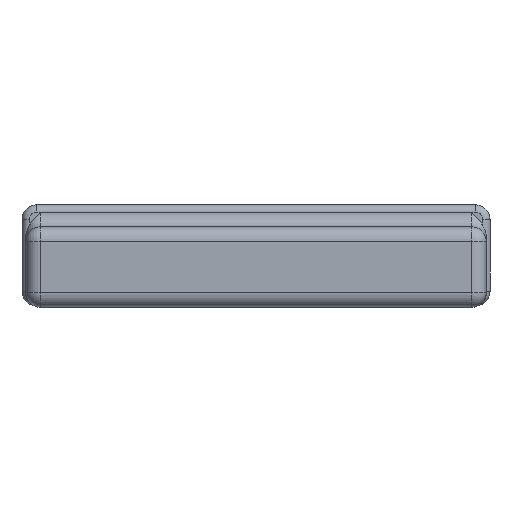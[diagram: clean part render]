
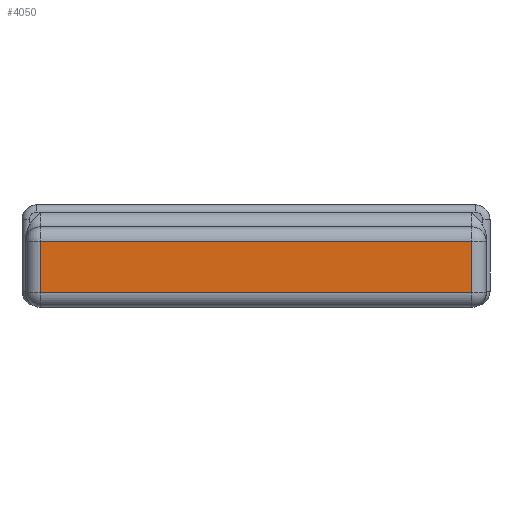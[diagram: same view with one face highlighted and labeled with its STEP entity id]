
A CAD part, left-side view. The second image highlights one B-rep face of the part: STEP entity #4050.
In plain terms, the highlighted planar face has unit normal (-1, 0, 0).
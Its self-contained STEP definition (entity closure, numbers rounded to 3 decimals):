
#105 = EDGE_CURVE ( 'NONE', #9784, #2025, #10416, .T. ) ;
#200 = ORIENTED_EDGE ( 'NONE', *, *, #13684, .T. ) ;
#1277 = EDGE_LOOP ( 'NONE', ( #9172, #9014, #2118, #200 ) ) ;
#1644 = DIRECTION ( 'NONE',  ( 0., 0., -1. ) ) ;
#2025 = VERTEX_POINT ( 'NONE', #5130 ) ;
#2118 = ORIENTED_EDGE ( 'NONE', *, *, #105, .T. ) ;
#2413 = VECTOR ( 'NONE', #8687, 1000. ) ;
#2465 = VECTOR ( 'NONE', #2814, 1000. ) ;
#2814 = DIRECTION ( 'NONE',  ( 0., 0., 1. ) ) ;
#3031 = LINE ( 'NONE', #4020, #2465 ) ;
#3118 = DIRECTION ( 'NONE',  ( 0., 0., -1. ) ) ;
#3528 = CARTESIAN_POINT ( 'NONE',  ( -3.2, 1.575, 0.7 ) ) ;
#4020 = CARTESIAN_POINT ( 'NONE',  ( -3.2, -1.475, 0.7 ) ) ;
#4050 = ADVANCED_FACE ( 'NONE', ( #9832 ), #5637, .F. ) ;
#5130 = CARTESIAN_POINT ( 'NONE',  ( -3.2, 1.475, 0.45 ) ) ;
#5167 = CARTESIAN_POINT ( 'NONE',  ( -3.2, -1.475, 0.1 ) ) ;
#5444 = VERTEX_POINT ( 'NONE', #8124 ) ;
#5637 = PLANE ( 'NONE',  #12938 ) ;
#5912 = VECTOR ( 'NONE', #3118, 1000. ) ;
#6531 = CARTESIAN_POINT ( 'NONE',  ( -3.2, 1.575, 0.1 ) ) ;
#6597 = LINE ( 'NONE', #6531, #7207 ) ;
#6599 = CARTESIAN_POINT ( 'NONE',  ( -3.2, 1.575, 0.45 ) ) ;
#7207 = VECTOR ( 'NONE', #11677, 1000. ) ;
#8124 = CARTESIAN_POINT ( 'NONE',  ( -3.2, 1.475, 0.1 ) ) ;
#8687 = DIRECTION ( 'NONE',  ( 0., 1., 0. ) ) ;
#9014 = ORIENTED_EDGE ( 'NONE', *, *, #12082, .T. ) ;
#9172 = ORIENTED_EDGE ( 'NONE', *, *, #12426, .T. ) ;
#9505 = CARTESIAN_POINT ( 'NONE',  ( -3.2, 1.475, 0.7 ) ) ;
#9614 = CARTESIAN_POINT ( 'NONE',  ( -3.2, -1.475, 0.45 ) ) ;
#9784 = VERTEX_POINT ( 'NONE', #9614 ) ;
#9832 = FACE_OUTER_BOUND ( 'NONE', #1277, .T. ) ;
#10416 = LINE ( 'NONE', #6599, #2413 ) ;
#11041 = DIRECTION ( 'NONE',  ( 1., 0., 0. ) ) ;
#11313 = VERTEX_POINT ( 'NONE', #5167 ) ;
#11677 = DIRECTION ( 'NONE',  ( 0., -1., 0. ) ) ;
#12082 = EDGE_CURVE ( 'NONE', #11313, #9784, #3031, .T. ) ;
#12426 = EDGE_CURVE ( 'NONE', #5444, #11313, #6597, .T. ) ;
#12938 = AXIS2_PLACEMENT_3D ( 'NONE', #3528, #11041, #1644 ) ;
#13684 = EDGE_CURVE ( 'NONE', #2025, #5444, #13871, .T. ) ;
#13871 = LINE ( 'NONE', #9505, #5912 ) ;
